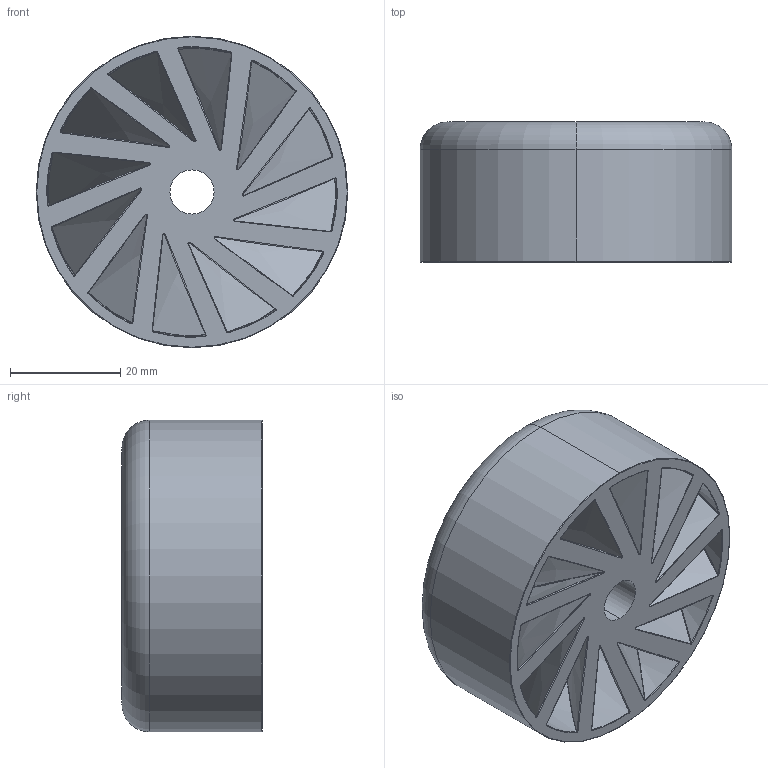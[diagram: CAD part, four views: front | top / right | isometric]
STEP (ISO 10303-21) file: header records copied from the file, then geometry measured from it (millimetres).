
FILE_DESCRIPTION (( 'STEP AP214' ), '1' );
FILE_NAME ('Spindle Prop.STEP', '2018-05-06T14:20:40', ( '' ), ( '' ), 'SwSTEP 2.0', 'SolidWorks 2017', '' );
FILE_SCHEMA (( 'AUTOMOTIVE_DESIGN' ));
Length unit declared in the file: millimetre
Products named in the file (1): Spindle Prop
Bounding box: 56.5 x 25.4 x 56.5 mm (x, y, z)
Volume: 32262.3 mm3; surface area: 24315.8 mm2
Topology: 1 solids, 1 shells, 466 faces, 1084 edges, 609 vertices
Faces by surface type: bspline 312, torus 57, sphere 48, cylinder 34, plane 15
Entity records: 20780 total; most frequent: CARTESIAN_POINT 12233, ORIENTED_EDGE 2168, DIRECTION 1302, EDGE_CURVE 1084, AXIS2_PLACEMENT_3D 646, VERTEX_POINT 609, B_SPLINE_CURVE_WITH_KNOTS 583, CIRCLE 491
